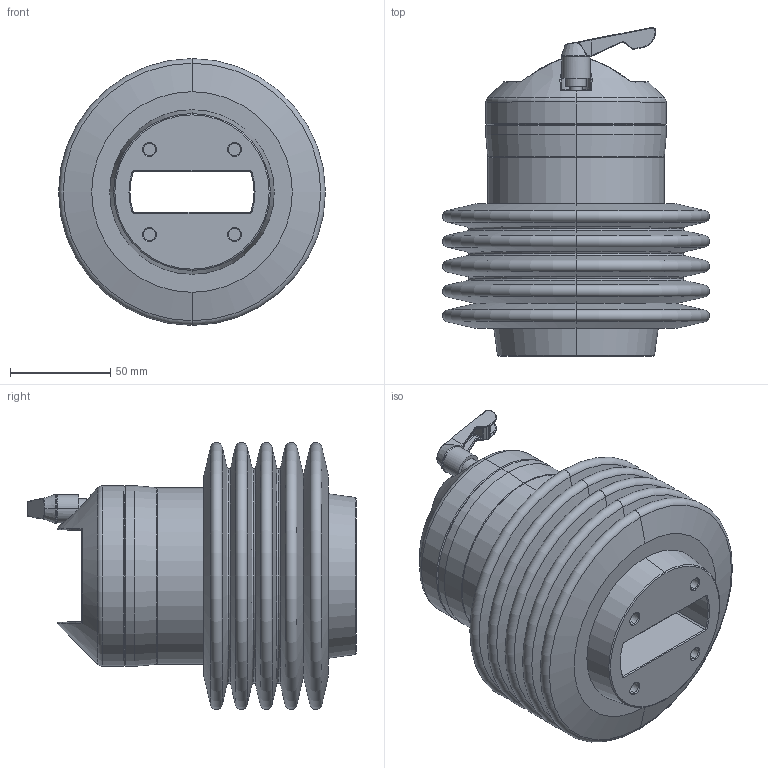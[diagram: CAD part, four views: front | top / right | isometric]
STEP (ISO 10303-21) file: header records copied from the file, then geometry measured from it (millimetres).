
FILE_DESCRIPTION (( 'STEP AP203' ), '1' );
FILE_NAME ('49446200.STEP', '2012-02-07T10:27:37', ( 'Meyer' ), ( '' ), 'SwSTEP 2.0', 'SolidWorks 2011', '' );
FILE_SCHEMA (( 'CONFIG_CONTROL_DESIGN' ));
Length unit declared in the file: millimetre
Products named in the file (1): 49446200
Bounding box: 133 x 163.93 x 133 mm (x, y, z)
Volume: 1006163.6 mm3; surface area: 123821.7 mm2
Topology: 2 solids, 2 shells, 315 faces, 705 edges, 409 vertices
Faces by surface type: cylinder 86, cone 77, plane 55, bspline 48, torus 41, sphere 8
Entity records: 10332 total; most frequent: CARTESIAN_POINT 3622, DIRECTION 1415, ORIENTED_EDGE 1394, EDGE_CURVE 697, AXIS2_PLACEMENT_3D 592, VERTEX_POINT 405, EDGE_LOOP 336, CIRCLE 324
